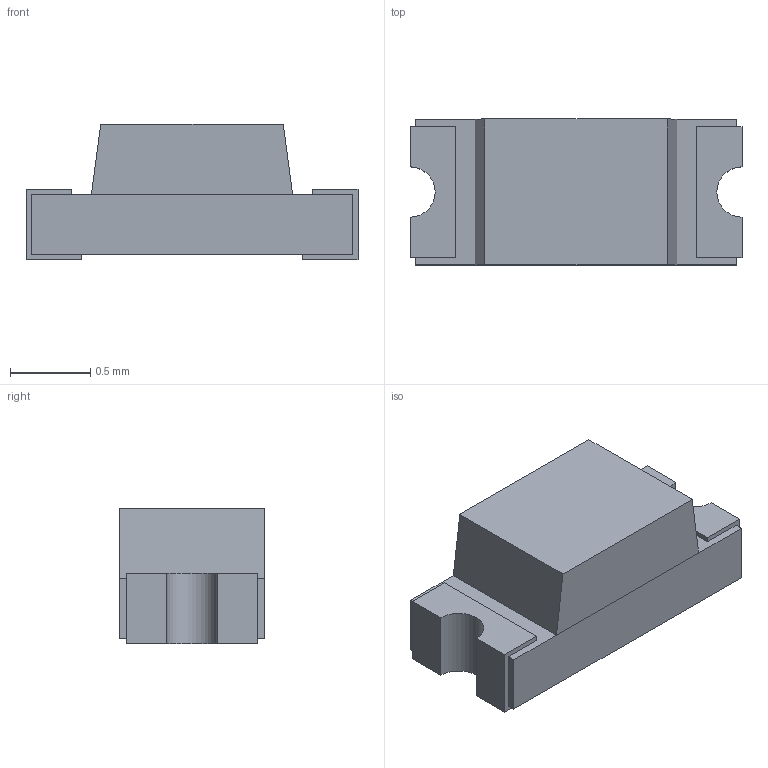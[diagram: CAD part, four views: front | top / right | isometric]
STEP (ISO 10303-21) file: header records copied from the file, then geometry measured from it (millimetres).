
FILE_DESCRIPTION(('FreeCAD Model'),'2;1');
FILE_NAME('LED-0805.step', '2016-10-01T15:07:32',('Author'),(''), 'Open CASCADE STEP processor 6.8','FreeCAD','Unknown');
FILE_SCHEMA(('AUTOMOTIVE_DESIGN_CC2 { 1 2 10303 214 -1 1 5 4 }'));
Length unit declared in the file: millimetre
Products named in the file (2): ASSEMBLY; LED-0805
Assembly tree (1 placements, depth 2):
  ASSEMBLY
    LED-0805
Bounding box: 2.06 x 0.91 x 0.84 mm (x, y, z)
Volume: 1.2 mm3; surface area: 8 mm2
Topology: 1 solids, 1 shells, 32 faces, 86 edges, 56 vertices
Faces by surface type: plane 30, cylinder 2
Entity records: 2544 total; most frequent: CARTESIAN_POINT 564, DIRECTION 318, LINE 242, VECTOR 242, ORIENTED_EDGE 172, PCURVE 172, DEFINITIONAL_REPRESENTATION 172, EDGE_CURVE 86
